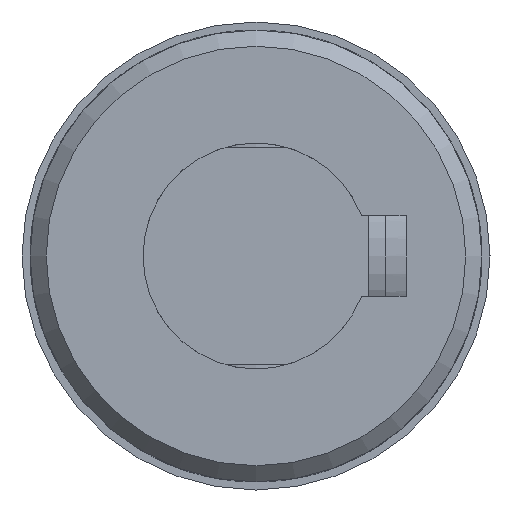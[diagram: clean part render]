
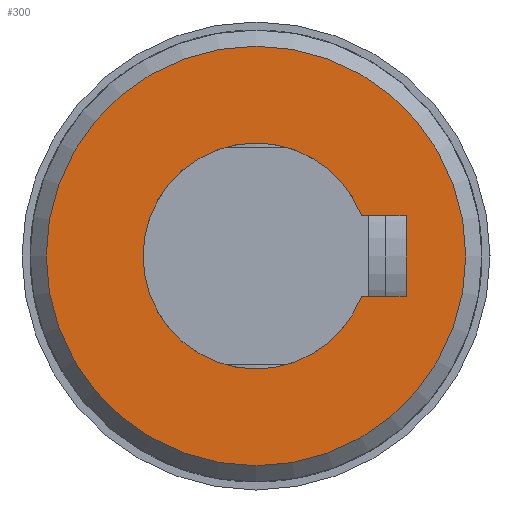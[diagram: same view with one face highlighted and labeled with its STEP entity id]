
A CAD part, left-side view. The second image highlights one B-rep face of the part: STEP entity #300.
In plain terms, the highlighted planar face has unit normal (-1, 0, 0).
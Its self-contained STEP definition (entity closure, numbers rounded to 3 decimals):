
#300 = ADVANCED_FACE( '', ( #703, #704 ), #705, .T. );
#703 = FACE_BOUND( '', #1285, .T. );
#704 = FACE_OUTER_BOUND( '', #1286, .T. );
#705 = PLANE( '', #1287 );
#1285 = EDGE_LOOP( '', ( #1909, #1910, #1911, #1912 ) );
#1286 = EDGE_LOOP( '', ( #1913 ) );
#1287 = AXIS2_PLACEMENT_3D( '', #1914, #1915, #1916 );
#1909 = ORIENTED_EDGE( '', *, *, #3415, .T. );
#1910 = ORIENTED_EDGE( '', *, *, #3416, .T. );
#1911 = ORIENTED_EDGE( '', *, *, #3417, .T. );
#1912 = ORIENTED_EDGE( '', *, *, #3418, .T. );
#1913 = ORIENTED_EDGE( '', *, *, #3419, .F. );
#1914 = CARTESIAN_POINT( '', ( 0., 13., 0. ) );
#1915 = DIRECTION( '', ( -1., 0., 0. ) );
#1916 = DIRECTION( '', ( 0., 0., 1. ) );
#3415 = EDGE_CURVE( '', #4048, #4049, #4050, .T. );
#3416 = EDGE_CURVE( '', #4049, #4051, #4052, .T. );
#3417 = EDGE_CURVE( '', #4051, #4053, #4054, .T. );
#3418 = EDGE_CURVE( '', #4053, #4048, #4055, .T. );
#3419 = EDGE_CURVE( '', #4056, #4056, #4057, .T. );
#4048 = VERTEX_POINT( '', #4942 );
#4049 = VERTEX_POINT( '', #4943 );
#4050 = LINE( '', #4944, #4945 );
#4051 = VERTEX_POINT( '', #4946 );
#4052 = CIRCLE( '', #4947, 7. );
#4053 = VERTEX_POINT( '', #4948 );
#4054 = LINE( '', #4949, #4950 );
#4055 = LINE( '', #4951, #4952 );
#4056 = VERTEX_POINT( '', #4953 );
#4057 = CIRCLE( '', #4954, 13. );
#4942 = CARTESIAN_POINT( '', ( 0., 2.5, -9.3 ) );
#4943 = CARTESIAN_POINT( '', ( 0., 2.5, -6.538 ) );
#4944 = CARTESIAN_POINT( '', ( 0., 2.5, -9.3 ) );
#4945 = VECTOR( '', #6950, 1000. );
#4946 = CARTESIAN_POINT( '', ( 0., -2.5, -6.538 ) );
#4947 = AXIS2_PLACEMENT_3D( '', #6951, #6952, #6953 );
#4948 = CARTESIAN_POINT( '', ( 0., -2.5, -9.3 ) );
#4949 = CARTESIAN_POINT( '', ( 0., -2.5, 0. ) );
#4950 = VECTOR( '', #6954, 1000. );
#4951 = CARTESIAN_POINT( '', ( 0., -2.5, -9.3 ) );
#4952 = VECTOR( '', #6955, 1000. );
#4953 = CARTESIAN_POINT( '', ( 0., 0., -13. ) );
#4954 = AXIS2_PLACEMENT_3D( '', #6956, #6957, #6958 );
#6950 = DIRECTION( '', ( 0., 0., 1. ) );
#6951 = CARTESIAN_POINT( '', ( 0., 0., 0. ) );
#6952 = DIRECTION( '', ( 1., 0., 0. ) );
#6953 = DIRECTION( '', ( 0., 0., -1. ) );
#6954 = DIRECTION( '', ( 0., 0., -1. ) );
#6955 = DIRECTION( '', ( 0., 1., 0. ) );
#6956 = CARTESIAN_POINT( '', ( 0., 0., 0. ) );
#6957 = DIRECTION( '', ( 1., 0., 0. ) );
#6958 = DIRECTION( '', ( 0., 0., -1. ) );
